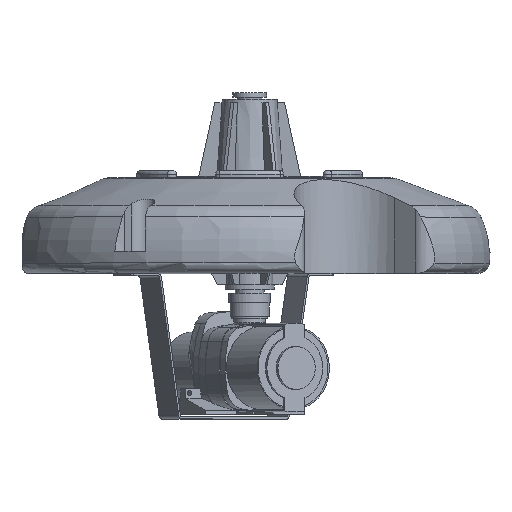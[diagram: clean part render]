
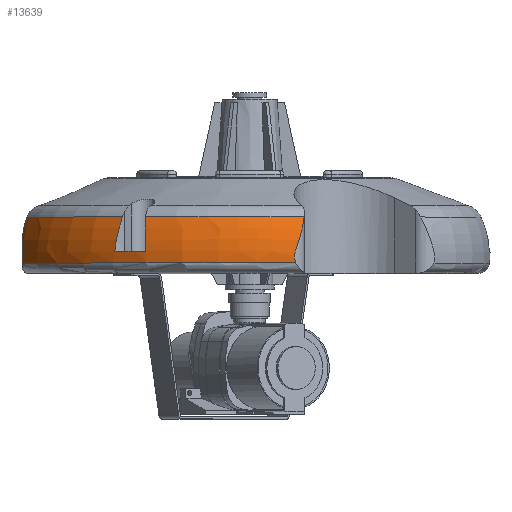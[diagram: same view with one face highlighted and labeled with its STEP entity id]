
A CAD part, top view. The second image highlights one B-rep face of the part: STEP entity #13639.
In plain terms, the highlighted toroidal (fillet/blend) face has major radius 199.512 mm and minor radius 135.842 mm.
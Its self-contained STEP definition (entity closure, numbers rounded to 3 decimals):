
#30=TOROIDAL_SURFACE('',#14744,199.512,135.842);
#695=B_SPLINE_CURVE_WITH_KNOTS('',3,(#24517,#24518,#24519,#24520,#24521,
#24522,#24523,#24524),.UNSPECIFIED.,.F.,.F.,(4,2,2,4),(0.001,
3.409,4.322,5.001),.UNSPECIFIED.);
#697=B_SPLINE_CURVE_WITH_KNOTS('',3,(#24560,#24561,#24562,#24563,#24564,
#24565,#24566,#24567,#24568,#24569),.UNSPECIFIED.,.F.,.F.,(4,3,3,4),(0.,
1.129,2.52,5.045),.UNSPECIFIED.);
#712=B_SPLINE_CURVE_WITH_KNOTS('',3,(#24765,#24766,#24767,#24768,#24769,
#24770,#24771,#24772,#24773,#24774,#24775,#24776),.UNSPECIFIED.,.F.,.F.,
(4,2,2,2,2,4),(-7.944,-4.686,-2.891,-1.757,
-0.999,0.),.UNSPECIFIED.);
#713=B_SPLINE_CURVE_WITH_KNOTS('',3,(#24780,#24781,#24782,#24783,#24784,
#24785,#24786,#24787,#24788,#24789,#24790,#24791,#24792,#24793),
 .UNSPECIFIED.,.F.,.F.,(4,2,2,2,2,2,4),(-8.05,-7.14,
-6.556,-6.092,-5.322,-3.358,
0.),.UNSPECIFIED.);
#1268=CIRCLE('',#14724,335.144);
#1280=CIRCLE('',#14745,323.378);
#1281=CIRCLE('',#14746,335.091);
#1282=CIRCLE('',#14747,323.378);
#2128=FACE_OUTER_BOUND('',#2933,.T.);
#2933=EDGE_LOOP('',(#11655,#11656,#11657,#11658,#11659,#11660,#11661,#11662));
#5985=VERTEX_POINT('',#24502);
#5987=VERTEX_POINT('',#24509);
#5988=VERTEX_POINT('',#24526);
#5992=VERTEX_POINT('',#24559);
#6012=VERTEX_POINT('',#24762);
#6013=VERTEX_POINT('',#24764);
#6014=VERTEX_POINT('',#24777);
#6015=VERTEX_POINT('',#24779);
#7896=EDGE_CURVE('',#5985,#5987,#695,.T.);
#7897=EDGE_CURVE('',#5987,#5988,#1268,.T.);
#7902=EDGE_CURVE('',#5988,#5992,#697,.T.);
#7932=EDGE_CURVE('',#5992,#6012,#1280,.T.);
#7933=EDGE_CURVE('',#6012,#6013,#712,.T.);
#7934=EDGE_CURVE('',#6014,#6013,#1281,.T.);
#7935=EDGE_CURVE('',#6014,#6015,#713,.T.);
#7936=EDGE_CURVE('',#6015,#5985,#1282,.T.);
#11655=ORIENTED_EDGE('',*,*,#7896,.T.);
#11656=ORIENTED_EDGE('',*,*,#7897,.T.);
#11657=ORIENTED_EDGE('',*,*,#7902,.T.);
#11658=ORIENTED_EDGE('',*,*,#7932,.T.);
#11659=ORIENTED_EDGE('',*,*,#7933,.T.);
#11660=ORIENTED_EDGE('',*,*,#7934,.F.);
#11661=ORIENTED_EDGE('',*,*,#7935,.T.);
#11662=ORIENTED_EDGE('',*,*,#7936,.T.);
#13639=ADVANCED_FACE('',(#2128),#30,.T.);
#14724=AXIS2_PLACEMENT_3D('',#24527,#17630,#17631);
#14744=AXIS2_PLACEMENT_3D('',#24761,#17675,#17676);
#14745=AXIS2_PLACEMENT_3D('',#24763,#17677,#17678);
#14746=AXIS2_PLACEMENT_3D('',#24778,#17679,#17680);
#14747=AXIS2_PLACEMENT_3D('',#24794,#17681,#17682);
#17630=DIRECTION('center_axis',(0.,-1.,0.));
#17631=DIRECTION('ref_axis',(0.,0.,-1.));
#17675=DIRECTION('center_axis',(0.,-1.,0.));
#17676=DIRECTION('ref_axis',(0.,0.,-1.));
#17677=DIRECTION('center_axis',(0.,-1.,0.));
#17678=DIRECTION('ref_axis',(1.,0.,0.));
#17679=DIRECTION('center_axis',(0.,-1.,0.));
#17680=DIRECTION('ref_axis',(1.,0.,0.));
#17681=DIRECTION('center_axis',(0.,-1.,0.));
#17682=DIRECTION('ref_axis',(1.,0.,0.));
#24502=CARTESIAN_POINT('',(-145.17,78.224,288.962));
#24509=CARTESIAN_POINT('',(-144.626,30.,302.333));
#24517=CARTESIAN_POINT('Ctrl Pts',(-145.17,78.224,288.962));
#24518=CARTESIAN_POINT('Ctrl Pts',(-146.072,67.935,293.693));
#24519=CARTESIAN_POINT('Ctrl Pts',(-145.617,57.128,297.639));
#24520=CARTESIAN_POINT('Ctrl Pts',(-145.034,42.898,300.692));
#24521=CARTESIAN_POINT('Ctrl Pts',(-144.911,39.87,301.224));
#24522=CARTESIAN_POINT('Ctrl Pts',(-144.734,34.553,301.936));
#24523=CARTESIAN_POINT('Ctrl Pts',(-144.67,32.282,302.171));
#24524=CARTESIAN_POINT('Ctrl Pts',(-144.626,30.,302.333));
#24526=CARTESIAN_POINT('',(-188.169,30.,277.334));
#24527=CARTESIAN_POINT('Origin',(0.,30.,0.));
#24559=CARTESIAN_POINT('',(-177.217,78.224,270.494));
#24560=CARTESIAN_POINT('Ctrl Pts',(-188.169,30.,277.334));
#24561=CARTESIAN_POINT('Ctrl Pts',(-187.915,33.755,277.254));
#24562=CARTESIAN_POINT('Ctrl Pts',(-187.475,37.477,277.114));
#24563=CARTESIAN_POINT('Ctrl Pts',(-186.881,41.181,276.893));
#24564=CARTESIAN_POINT('Ctrl Pts',(-186.15,45.745,276.62));
#24565=CARTESIAN_POINT('Ctrl Pts',(-185.19,50.262,276.222));
#24566=CARTESIAN_POINT('Ctrl Pts',(-184.088,54.718,275.648));
#24567=CARTESIAN_POINT('Ctrl Pts',(-182.087,62.805,274.607));
#24568=CARTESIAN_POINT('Ctrl Pts',(-179.614,70.658,272.996));
#24569=CARTESIAN_POINT('Ctrl Pts',(-177.217,78.224,270.494));
#24761=CARTESIAN_POINT('Origin',(0.,22.453,0.));
#24762=CARTESIAN_POINT('',(-310.63,78.224,89.9));
#24763=CARTESIAN_POINT('Origin',(0.,78.224,0.));
#24764=CARTESIAN_POINT('',(-317.345,14.008,107.603));
#24765=CARTESIAN_POINT('Ctrl Pts',(-310.63,78.224,89.9));
#24766=CARTESIAN_POINT('Ctrl Pts',(-314.309,68.403,93.096));
#24767=CARTESIAN_POINT('Ctrl Pts',(-316.612,57.686,97.455));
#24768=CARTESIAN_POINT('Ctrl Pts',(-317.674,39.502,104.586));
#24769=CARTESIAN_POINT('Ctrl Pts',(-317.484,34.049,106.654));
#24770=CARTESIAN_POINT('Ctrl Pts',(-317.197,27.504,108.637));
#24771=CARTESIAN_POINT('Ctrl Pts',(-317.102,25.615,109.046));
#24772=CARTESIAN_POINT('Ctrl Pts',(-317.049,22.791,109.295));
#24773=CARTESIAN_POINT('Ctrl Pts',(-317.052,21.716,109.28));
#24774=CARTESIAN_POINT('Ctrl Pts',(-317.113,19.104,108.992));
#24775=CARTESIAN_POINT('Ctrl Pts',(-317.213,17.18,108.607));
#24776=CARTESIAN_POINT('Ctrl Pts',(-317.345,14.008,107.603));
#24777=CARTESIAN_POINT('',(63.879,14.008,328.946));
#24778=CARTESIAN_POINT('Origin',(0.,14.008,0.));
#24779=CARTESIAN_POINT('',(75.924,78.224,314.339));
#24780=CARTESIAN_POINT('Ctrl Pts',(63.879,14.008,328.946));
#24781=CARTESIAN_POINT('Ctrl Pts',(63.334,15.853,329.169));
#24782=CARTESIAN_POINT('Ctrl Pts',(62.904,17.491,329.318));
#24783=CARTESIAN_POINT('Ctrl Pts',(62.46,19.932,329.466));
#24784=CARTESIAN_POINT('Ctrl Pts',(62.341,20.888,329.503));
#24785=CARTESIAN_POINT('Ctrl Pts',(62.279,22.644,329.523));
#24786=CARTESIAN_POINT('Ctrl Pts',(62.306,23.402,329.514));
#24787=CARTESIAN_POINT('Ctrl Pts',(62.511,25.456,329.449));
#24788=CARTESIAN_POINT('Ctrl Pts',(62.777,26.815,329.365));
#24789=CARTESIAN_POINT('Ctrl Pts',(64.248,32.544,328.825));
#24790=CARTESIAN_POINT('Ctrl Pts',(66.288,38.345,327.985));
#24791=CARTESIAN_POINT('Ctrl Pts',(72.219,57.264,323.438));
#24792=CARTESIAN_POINT('Ctrl Pts',(74.953,68.196,319.218));
#24793=CARTESIAN_POINT('Ctrl Pts',(75.924,78.224,314.339));
#24794=CARTESIAN_POINT('Origin',(0.,78.224,0.));
